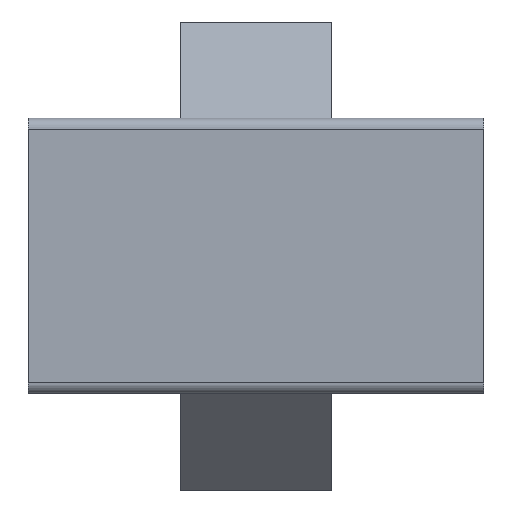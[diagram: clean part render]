
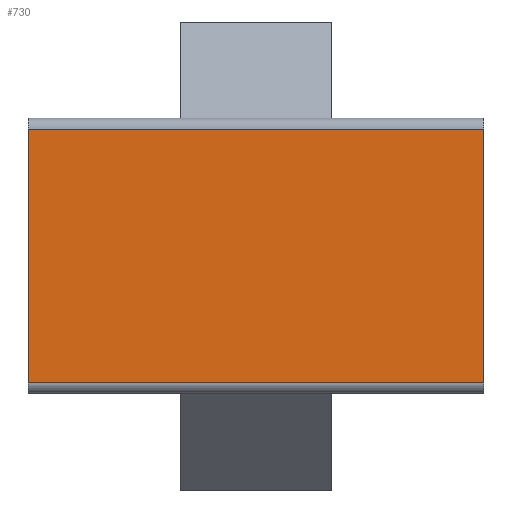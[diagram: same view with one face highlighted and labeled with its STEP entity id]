
A CAD part, left-side view. The second image highlights one B-rep face of the part: STEP entity #730.
In plain terms, the highlighted planar face has unit normal (-1, 0, 0).
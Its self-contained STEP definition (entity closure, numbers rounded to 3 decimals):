
#23=PLANE('',#788);
#54=FACE_OUTER_BOUND('',#96,.T.);
#96=EDGE_LOOP('',(#512,#513,#514,#515));
#143=LINE('',#1070,#228);
#144=LINE('',#1073,#229);
#145=LINE('',#1075,#230);
#146=LINE('',#1076,#231);
#228=VECTOR('',#857,10.);
#229=VECTOR('',#860,10.);
#230=VECTOR('',#861,10.);
#231=VECTOR('',#862,10.);
#333=VERTEX_POINT('',#1063);
#336=VERTEX_POINT('',#1068);
#337=VERTEX_POINT('',#1072);
#338=VERTEX_POINT('',#1074);
#405=EDGE_CURVE('',#336,#333,#143,.T.);
#406=EDGE_CURVE('',#337,#336,#144,.T.);
#407=EDGE_CURVE('',#338,#337,#145,.T.);
#408=EDGE_CURVE('',#338,#333,#146,.T.);
#512=ORIENTED_EDGE('',*,*,#405,.F.);
#513=ORIENTED_EDGE('',*,*,#406,.F.);
#514=ORIENTED_EDGE('',*,*,#407,.F.);
#515=ORIENTED_EDGE('',*,*,#408,.T.);
#730=ADVANCED_FACE('',(#54),#23,.T.);
#788=AXIS2_PLACEMENT_3D('',#1071,#858,#859);
#857=DIRECTION('',(0.,1.,0.));
#858=DIRECTION('center_axis',(-1.,0.,0.));
#859=DIRECTION('ref_axis',(0.,0.,1.));
#860=DIRECTION('',(0.,0.,-1.));
#861=DIRECTION('',(0.,-1.,0.));
#862=DIRECTION('',(0.,0.,-1.));
#1063=CARTESIAN_POINT('',(-135.,105.,-129.888));
#1068=CARTESIAN_POINT('',(-135.,-105.,-129.888));
#1070=CARTESIAN_POINT('',(-135.,19.05,-129.888));
#1071=CARTESIAN_POINT('Origin',(-135.,0.,
-153.888));
#1072=CARTESIAN_POINT('',(-135.,-105.,-12.888));
#1073=CARTESIAN_POINT('',(-135.,-105.,-124.888));
#1074=CARTESIAN_POINT('',(-135.,105.,-12.888));
#1075=CARTESIAN_POINT('',(-135.,-52.5,-12.888));
#1076=CARTESIAN_POINT('',(-135.,105.,-17.988));
